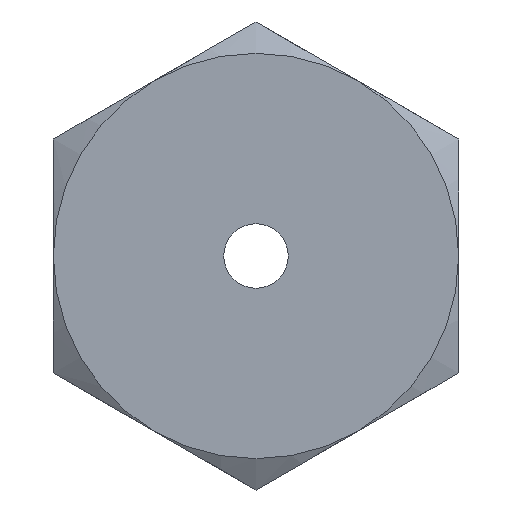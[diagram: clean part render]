
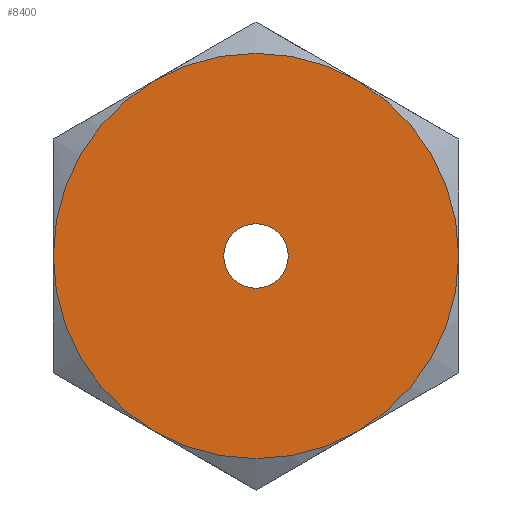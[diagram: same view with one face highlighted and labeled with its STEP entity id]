
A CAD part, left-side view. The second image highlights one B-rep face of the part: STEP entity #8400.
In plain terms, the highlighted planar face has unit normal (-1, 0, 0).
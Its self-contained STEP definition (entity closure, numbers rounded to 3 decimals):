
#3513=CARTESIAN_POINT('',(-4.,2.5,
-4.33));
#3541=CARTESIAN_POINT('',(-4.,5.,
0.));
#3565=CARTESIAN_POINT('',(-4.,2.5,4.33));
#3591=CARTESIAN_POINT('',(-4.,-2.5,
4.33));
#3617=CARTESIAN_POINT('',(-4.,-5.,
0.));
#3643=CARTESIAN_POINT('',(-4.,-2.5,
-4.33));
#3658=CARTESIAN_POINT('',(-4.,0.,0.));
#3659=DIRECTION('',(-1.,0.,0.));
#3660=DIRECTION('',(0.,1.,0.));
#3661=AXIS2_PLACEMENT_3D('',#3658,#3659,#3660);
#3663=CARTESIAN_POINT('',(-4.,0.,0.));
#3664=DIRECTION('',(-1.,0.,0.));
#3665=DIRECTION('',(0.,0.5,0.866));
#3666=AXIS2_PLACEMENT_3D('',#3663,#3664,#3665);
#3668=CARTESIAN_POINT('',(-4.,0.,0.));
#3669=DIRECTION('',(-1.,0.,0.));
#3670=DIRECTION('',(0.,-0.5,0.866));
#3671=AXIS2_PLACEMENT_3D('',#3668,#3669,#3670);
#3673=CARTESIAN_POINT('',(-4.,0.,0.));
#3674=DIRECTION('',(-1.,0.,0.));
#3675=DIRECTION('',(0.,-1.,0.));
#3676=AXIS2_PLACEMENT_3D('',#3673,#3674,#3675);
#3678=CARTESIAN_POINT('',(-4.,0.,0.));
#3679=DIRECTION('',(-1.,0.,0.));
#3680=DIRECTION('',(0.,-0.5,-0.866));
#3681=AXIS2_PLACEMENT_3D('',#3678,#3679,#3680);
#3683=CARTESIAN_POINT('',(-4.,0.,0.));
#3684=DIRECTION('',(-1.,0.,0.));
#3685=DIRECTION('',(0.,0.5,-0.866));
#3686=AXIS2_PLACEMENT_3D('',#3683,#3684,#3685);
#3688=CARTESIAN_POINT('',(-4.,0.,0.));
#3689=DIRECTION('',(1.,0.,0.));
#3690=DIRECTION('',(0.,-1.,0.));
#3691=AXIS2_PLACEMENT_3D('',#3688,#3689,#3690);
#3693=CARTESIAN_POINT('',(-4.,0.,0.));
#3694=DIRECTION('',(1.,0.,0.));
#3695=DIRECTION('',(0.,1.,0.));
#3696=AXIS2_PLACEMENT_3D('',#3693,#3694,#3695);
#3855=VERTEX_POINT('',#3513);
#3857=VERTEX_POINT('',#3541);
#3860=VERTEX_POINT('',#3565);
#3862=VERTEX_POINT('',#3591);
#3864=VERTEX_POINT('',#3617);
#3865=VERTEX_POINT('',#3643);
#3898=CARTESIAN_POINT('',(-4.,-0.795,0.));
#3899=CARTESIAN_POINT('',(-4.,0.795,0.));
#3900=VERTEX_POINT('',#3898);
#3901=VERTEX_POINT('',#3899);
#8378=CARTESIAN_POINT('',(-4.,0.,0.));
#8379=DIRECTION('',(1.,0.,0.));
#8380=DIRECTION('',(0.,1.,0.));
#8381=AXIS2_PLACEMENT_3D('',#8378,#8379,#8380);
#8382=PLANE('',#8381);
#8383=ORIENTED_EDGE('',*,*,#8349,.F.);
#8385=ORIENTED_EDGE('',*,*,#8384,.F.);
#8387=ORIENTED_EDGE('',*,*,#8386,.F.);
#8389=ORIENTED_EDGE('',*,*,#8388,.F.);
#8390=ORIENTED_EDGE('',*,*,#8373,.F.);
#8391=ORIENTED_EDGE('',*,*,#8360,.F.);
#8392=EDGE_LOOP('',(#8383,#8385,#8387,#8389,#8390,#8391));
#8393=FACE_OUTER_BOUND('',#8392,.F.);
#8395=ORIENTED_EDGE('',*,*,#8394,.F.);
#8397=ORIENTED_EDGE('',*,*,#8396,.F.);
#8398=EDGE_LOOP('',(#8395,#8397));
#8399=FACE_BOUND('',#8398,.F.);
#3662=CIRCLE('',#3661,5.);
#3667=CIRCLE('',#3666,5.);
#3672=CIRCLE('',#3671,5.);
#3677=CIRCLE('',#3676,5.);
#3682=CIRCLE('',#3681,5.);
#3687=CIRCLE('',#3686,5.);
#3692=CIRCLE('',#3691,0.795);
#3697=CIRCLE('',#3696,0.795);
#8349=EDGE_CURVE('',#3857,#3855,#3662,.T.);
#8360=EDGE_CURVE('',#3855,#3865,#3687,.T.);
#8373=EDGE_CURVE('',#3865,#3864,#3682,.T.);
#8384=EDGE_CURVE('',#3860,#3857,#3667,.T.);
#8386=EDGE_CURVE('',#3862,#3860,#3672,.T.);
#8388=EDGE_CURVE('',#3864,#3862,#3677,.T.);
#8394=EDGE_CURVE('',#3900,#3901,#3692,.T.);
#8396=EDGE_CURVE('',#3901,#3900,#3697,.T.);
#8400=ADVANCED_FACE('',(#8393,#8399),#8382,.F.);
